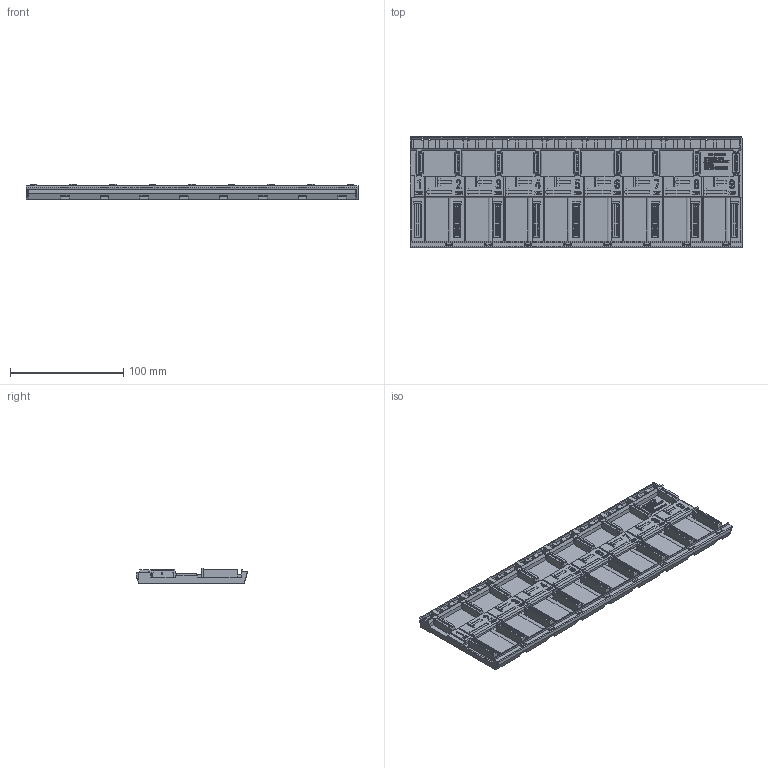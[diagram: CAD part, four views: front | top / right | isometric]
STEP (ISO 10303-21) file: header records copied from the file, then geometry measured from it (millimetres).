
FILE_DESCRIPTION(/* description */ (''),/* implementation_level */ '2;1');
FILE_NAME(/* name */ '6AG1590-0BH00-7AA0_3d.stp',/* time_stamp */ '2025-05-09T09:39:35+08:00',/* author */ (''),/* organization */ (''),/* preprocessor_version */ 'ST-DEVELOPER v20',/* originating_system */ 'SIEMENS PLM Software NX2406.8300',/* authorisation */ '');
FILE_SCHEMA (('AUTOMOTIVE_DESIGN { 1 0 10303 214 3 1 1 1 }'));
Products named in the file (3): A5E54553703A_RS-AA_001_1-Labeling; A5E49538722A_RS-AA_002_1-bus-connector; A5E54553729A_RS-AA_001_1-CAx_6AG15900BH007AA0
Assembly tree (2 placements, depth 2):
  A5E54553729A_RS-AA_001_1-CAx_6AG15900BH007AA0
    A5E49538722A_RS-AA_002_1-bus-connector
    A5E54553703A_RS-AA_001_1-Labeling
Bounding box: 293.37 x 98.25 x 13.7 mm (x, y, z)
Volume: 175946.4 mm3; surface area: 162576.9 mm2
Topology: 64 solids, 65 shells, 5634 faces, 15461 edges, 10266 vertices
Faces by surface type: plane 4846, cylinder 510, extrusion 278
Entity records: 224923 total; most frequent: CARTESIAN_POINT 41478, ORIENTED_EDGE 30920, DIRECTION 26722, EDGE_CURVE 15460, VECTOR 13828, LINE 13550, VERTEX_POINT 10266, AXIS2_PLACEMENT_3D 6447
